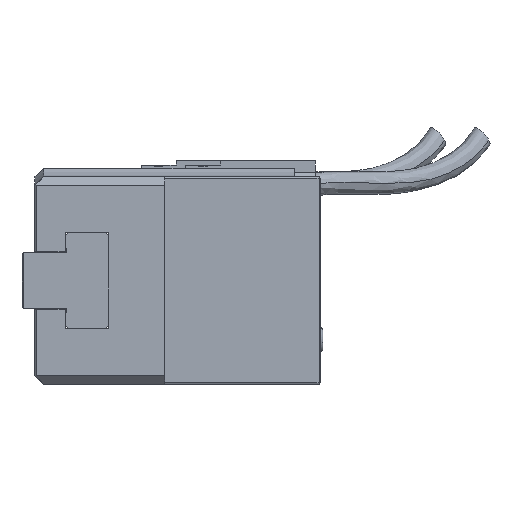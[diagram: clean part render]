
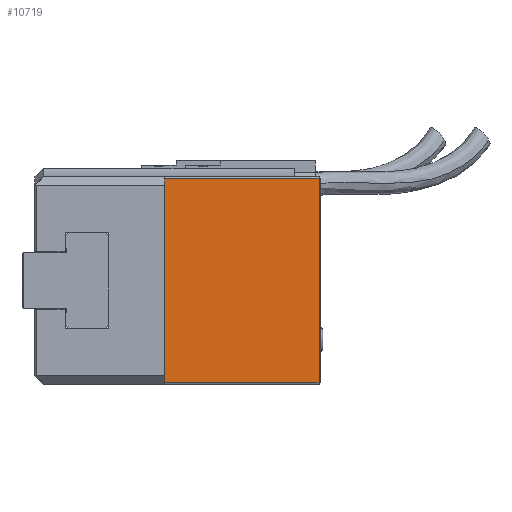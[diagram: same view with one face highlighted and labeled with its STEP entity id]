
A CAD part, left-side view. The second image highlights one B-rep face of the part: STEP entity #10719.
In plain terms, the highlighted planar face has unit normal (-1, 0, 0).
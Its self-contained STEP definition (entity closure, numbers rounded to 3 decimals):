
#1058 = AXIS2_PLACEMENT_3D ( 'NONE', #6916, #48642, #12871 ) ;
#2612 = FACE_OUTER_BOUND ( 'NONE', #73730, .T. ) ;
#3793 = LINE ( 'NONE', #31434, #49591 ) ;
#5654 = CARTESIAN_POINT ( 'NONE',  ( -19., 0.15, 11.85 ) ) ;
#5994 = VERTEX_POINT ( 'NONE', #56103 ) ;
#6073 = CARTESIAN_POINT ( 'NONE',  ( -19., 18., -12. ) ) ;
#6916 = CARTESIAN_POINT ( 'NONE',  ( -19., 0., -12. ) ) ;
#8018 = CARTESIAN_POINT ( 'NONE',  ( -19., 18., 11.85 ) ) ;
#8374 = ORIENTED_EDGE ( 'NONE', *, *, #69847, .T. ) ;
#9772 = CARTESIAN_POINT ( 'NONE',  ( -19., 0., 11.85 ) ) ;
#10719 = ADVANCED_FACE ( 'NONE', ( #2612 ), #24342, .F. ) ;
#12060 = DIRECTION ( 'NONE',  ( 0., 0., 1. ) ) ;
#12871 = DIRECTION ( 'NONE',  ( 0., 1., 0. ) ) ;
#15631 = CARTESIAN_POINT ( 'NONE',  ( -19., 18., -11.85 ) ) ;
#16469 = EDGE_CURVE ( 'NONE', #44981, #5994, #23819, .T. ) ;
#21939 = VECTOR ( 'NONE', #51680, 1000. ) ;
#23819 = LINE ( 'NONE', #69127, #21939 ) ;
#24342 = PLANE ( 'NONE',  #1058 ) ;
#25643 = ORIENTED_EDGE ( 'NONE', *, *, #65197, .T. ) ;
#28562 = VERTEX_POINT ( 'NONE', #5654 ) ;
#30877 = EDGE_CURVE ( 'NONE', #44981, #46574, #31921, .T. ) ;
#31434 = CARTESIAN_POINT ( 'NONE',  ( -19., 0.15, -12. ) ) ;
#31921 = LINE ( 'NONE', #6073, #61859 ) ;
#37328 = VECTOR ( 'NONE', #43653, 1000. ) ;
#43653 = DIRECTION ( 'NONE',  ( 0., 1., 0. ) ) ;
#44981 = VERTEX_POINT ( 'NONE', #15631 ) ;
#46574 = VERTEX_POINT ( 'NONE', #8018 ) ;
#48642 = DIRECTION ( 'NONE',  ( 1., 0., 0. ) ) ;
#49462 = DIRECTION ( 'NONE',  ( 0., 0., 1. ) ) ;
#49591 = VECTOR ( 'NONE', #49462, 1000. ) ;
#51386 = LINE ( 'NONE', #9772, #37328 ) ;
#51680 = DIRECTION ( 'NONE',  ( 0., -1., 0. ) ) ;
#56103 = CARTESIAN_POINT ( 'NONE',  ( -19., 0.15, -11.85 ) ) ;
#57317 = ORIENTED_EDGE ( 'NONE', *, *, #16469, .T. ) ;
#60047 = ORIENTED_EDGE ( 'NONE', *, *, #30877, .F. ) ;
#61859 = VECTOR ( 'NONE', #12060, 1000. ) ;
#65197 = EDGE_CURVE ( 'NONE', #5994, #28562, #3793, .T. ) ;
#69127 = CARTESIAN_POINT ( 'NONE',  ( -19., 0., -11.85 ) ) ;
#69847 = EDGE_CURVE ( 'NONE', #28562, #46574, #51386, .T. ) ;
#73730 = EDGE_LOOP ( 'NONE', ( #57317, #25643, #8374, #60047 ) ) ;
